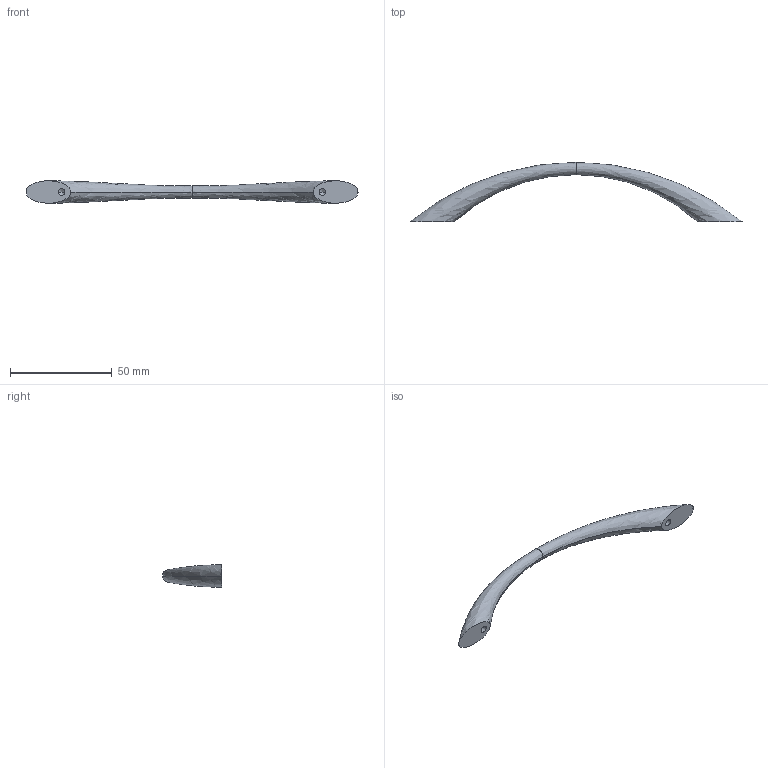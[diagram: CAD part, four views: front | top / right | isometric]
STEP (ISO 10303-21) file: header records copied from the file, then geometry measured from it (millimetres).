
FILE_DESCRIPTION(('Creo Elements/Direct Modeling STEP Export'),'2;1');
FILE_NAME('1042-160.stp','2018-08-21T11:45:32',(''),(''),'Creo Elements/Direct Modeling STEP processor for AP214 (Solid Model)','Creo Elements/Direct Modeling 20.0 12-Nov-2016 (C) Parametric Technology GmbH','');
FILE_SCHEMA(('AUTOMOTIVE_DESIGN { 1 0 10303 214 1 1 1 1 }'));
Length unit declared in the file: millimetre
Products named in the file (1): 1042-160
Bounding box: 162.98 x 29 x 11 mm (x, y, z)
Volume: 9406.4 mm3; surface area: 4755.5 mm2
Topology: 1 solids, 1 shells, 20 faces, 42 edges, 24 vertices
Faces by surface type: cylinder 8, bspline 4, plane 4, cone 4
Entity records: 5170 total; most frequent: CARTESIAN_POINT 4745, ORIENTED_EDGE 76, DIRECTION 70, EDGE_CURVE 38, AXIS2_PLACEMENT_3D 29, VERTEX_POINT 24, EDGE_LOOP 24, FACE_OUTER_BOUND 20
